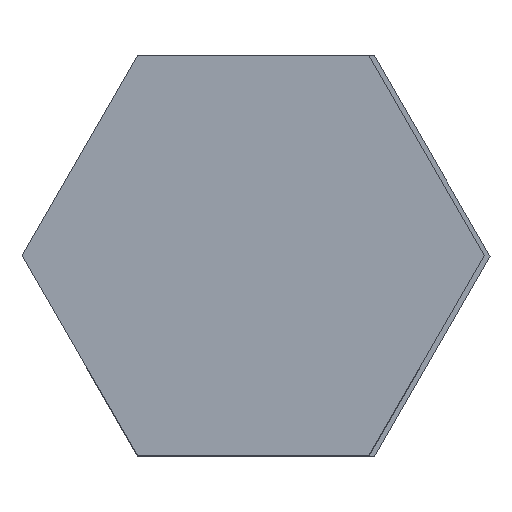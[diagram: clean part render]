
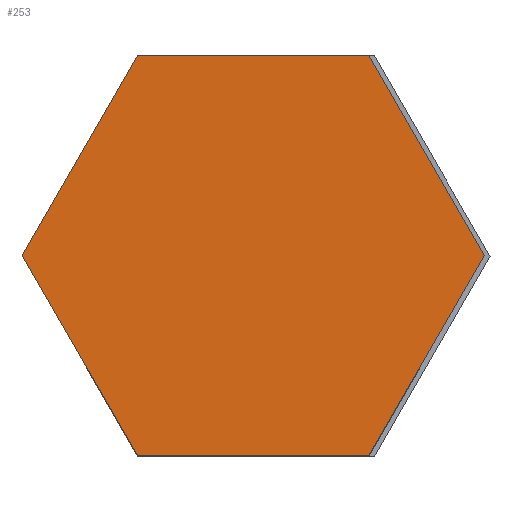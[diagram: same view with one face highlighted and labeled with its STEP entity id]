
A CAD part, top view. The second image highlights one B-rep face of the part: STEP entity #253.
In plain terms, the highlighted planar face has unit normal (0, 0, 1).
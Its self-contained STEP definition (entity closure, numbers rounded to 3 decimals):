
#198=CARTESIAN_POINT('Axis2P3D Location',(0.,0.,16.)) ;
#203=CARTESIAN_POINT('Line Origine',(0.,17.5,16.)) ;
#207=CARTESIAN_POINT('Vertex',(10.104,17.5,16.)) ;
#209=CARTESIAN_POINT('Vertex',(-10.104,17.5,16.)) ;
#212=CARTESIAN_POINT('Line Origine',(-15.155,8.75,16.)) ;
#216=CARTESIAN_POINT('Vertex',(-20.207,0.,16.)) ;
#219=CARTESIAN_POINT('Line Origine',(-15.155,-8.75,16.)) ;
#223=CARTESIAN_POINT('Vertex',(-10.104,-17.5,16.)) ;
#226=CARTESIAN_POINT('Line Origine',(0.,-17.5,16.)) ;
#230=CARTESIAN_POINT('Vertex',(10.104,-17.5,16.)) ;
#233=CARTESIAN_POINT('Line Origine',(15.155,-8.75,16.)) ;
#237=CARTESIAN_POINT('Vertex',(20.207,0.,16.)) ;
#240=CARTESIAN_POINT('Line Origine',(15.155,8.75,16.)) ;
#199=DIRECTION('Axis2P3D Direction',(0.,0.,1.)) ;
#200=DIRECTION('Axis2P3D XDirection',(1.,0.,0.)) ;
#204=DIRECTION('Vector Direction',(-1.,0.,0.)) ;
#213=DIRECTION('Vector Direction',(-0.5,-0.866,0.)) ;
#220=DIRECTION('Vector Direction',(0.5,-0.866,0.)) ;
#227=DIRECTION('Vector Direction',(1.,0.,0.)) ;
#234=DIRECTION('Vector Direction',(0.5,0.866,0.)) ;
#241=DIRECTION('Vector Direction',(-0.5,0.866,0.)) ;
#201=AXIS2_PLACEMENT_3D('Plane Axis2P3D',#198,#199,#200) ;
#246=ORIENTED_EDGE('',*,*,#211,.T.) ;
#247=ORIENTED_EDGE('',*,*,#218,.T.) ;
#248=ORIENTED_EDGE('',*,*,#225,.T.) ;
#249=ORIENTED_EDGE('',*,*,#232,.T.) ;
#250=ORIENTED_EDGE('',*,*,#239,.T.) ;
#251=ORIENTED_EDGE('',*,*,#244,.T.) ;
#205=VECTOR('Line Direction',#204,1.) ;
#214=VECTOR('Line Direction',#213,1.) ;
#221=VECTOR('Line Direction',#220,1.) ;
#228=VECTOR('Line Direction',#227,1.) ;
#235=VECTOR('Line Direction',#234,1.) ;
#242=VECTOR('Line Direction',#241,1.) ;
#253=ADVANCED_FACE('\X2\96F64EF651E04F554F53\X0\',(#252),#202,.T.) ;
#211=EDGE_CURVE('',#208,#210,#206,.T.) ;
#218=EDGE_CURVE('',#210,#217,#215,.T.) ;
#225=EDGE_CURVE('',#217,#224,#222,.T.) ;
#232=EDGE_CURVE('',#224,#231,#229,.T.) ;
#239=EDGE_CURVE('',#231,#238,#236,.T.) ;
#244=EDGE_CURVE('',#238,#208,#243,.T.) ;
#245=EDGE_LOOP('',(#246,#247,#248,#249,#250,#251)) ;
#252=FACE_OUTER_BOUND('',#245,.T.) ;
#206=LINE('Line',#203,#205) ;
#215=LINE('Line',#212,#214) ;
#222=LINE('Line',#219,#221) ;
#229=LINE('Line',#226,#228) ;
#236=LINE('Line',#233,#235) ;
#243=LINE('Line',#240,#242) ;
#202=PLANE('Plane',#201) ;
#208=VERTEX_POINT('',#207) ;
#210=VERTEX_POINT('',#209) ;
#217=VERTEX_POINT('',#216) ;
#224=VERTEX_POINT('',#223) ;
#231=VERTEX_POINT('',#230) ;
#238=VERTEX_POINT('',#237) ;
